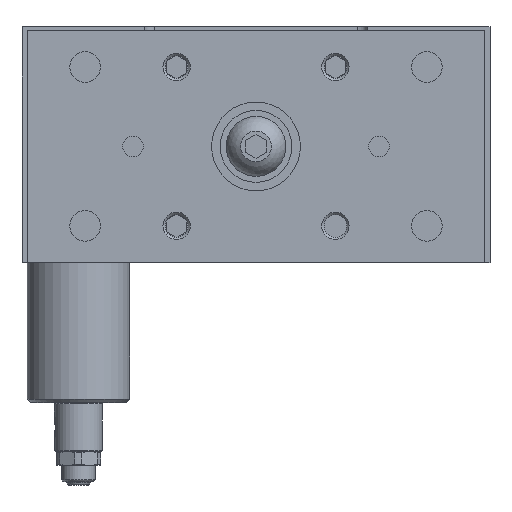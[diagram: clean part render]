
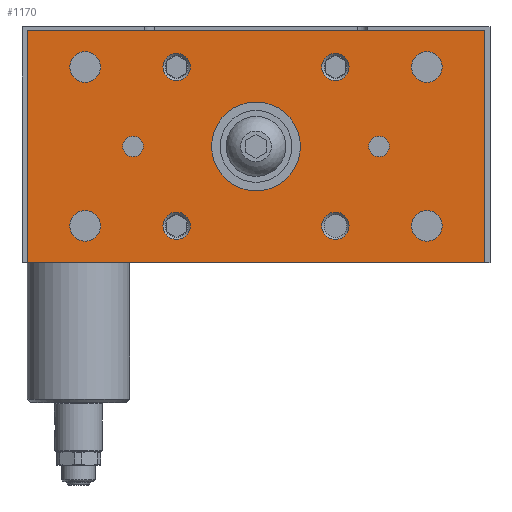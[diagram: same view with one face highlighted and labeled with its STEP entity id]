
A CAD part, left-side view. The second image highlights one B-rep face of the part: STEP entity #1170.
In plain terms, the highlighted planar face has unit normal (-1, 0, 0).
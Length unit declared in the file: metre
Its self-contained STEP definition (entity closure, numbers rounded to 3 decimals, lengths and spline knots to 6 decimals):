
#1170 = ADVANCED_FACE( '', ( #2685, #2686, #2687, #2688, #2689, #2690, #2691, #2692, #2693, #2694, #2695, #2696 ), #2697, .T. );
#2685 = FACE_OUTER_BOUND( '', #4431, .T. );
#2686 = FACE_BOUND( '', #4432, .T. );
#2687 = FACE_BOUND( '', #4433, .T. );
#2688 = FACE_BOUND( '', #4434, .T. );
#2689 = FACE_BOUND( '', #4435, .T. );
#2690 = FACE_BOUND( '', #4436, .T. );
#2691 = FACE_BOUND( '', #4437, .T. );
#2692 = FACE_BOUND( '', #4438, .T. );
#2693 = FACE_BOUND( '', #4439, .T. );
#2694 = FACE_BOUND( '', #4440, .T. );
#2695 = FACE_BOUND( '', #4441, .T. );
#2696 = FACE_BOUND( '', #4442, .T. );
#2697 = PLANE( '', #4443 );
#4431 = EDGE_LOOP( '', ( #7388, #7389, #7390, #7391 ) );
#4432 = EDGE_LOOP( '', ( #7392 ) );
#4433 = EDGE_LOOP( '', ( #7393 ) );
#4434 = EDGE_LOOP( '', ( #7394 ) );
#4435 = EDGE_LOOP( '', ( #7395 ) );
#4436 = EDGE_LOOP( '', ( #7396 ) );
#4437 = EDGE_LOOP( '', ( #7397 ) );
#4438 = EDGE_LOOP( '', ( #7398 ) );
#4439 = EDGE_LOOP( '', ( #7399 ) );
#4440 = EDGE_LOOP( '', ( #7400 ) );
#4441 = EDGE_LOOP( '', ( #7401 ) );
#4442 = EDGE_LOOP( '', ( #7402 ) );
#4443 = AXIS2_PLACEMENT_3D( '', #7403, #7404, #7405 );
#7388 = ORIENTED_EDGE( '', *, *, #9469, .T. );
#7389 = ORIENTED_EDGE( '', *, *, #9470, .T. );
#7390 = ORIENTED_EDGE( '', *, *, #9254, .T. );
#7391 = ORIENTED_EDGE( '', *, *, #8686, .T. );
#7392 = ORIENTED_EDGE( '', *, *, #8937, .T. );
#7393 = ORIENTED_EDGE( '', *, *, #8468, .F. );
#7394 = ORIENTED_EDGE( '', *, *, #9471, .F. );
#7395 = ORIENTED_EDGE( '', *, *, #9472, .T. );
#7396 = ORIENTED_EDGE( '', *, *, #9473, .T. );
#7397 = ORIENTED_EDGE( '', *, *, #9040, .F. );
#7398 = ORIENTED_EDGE( '', *, *, #9442, .T. );
#7399 = ORIENTED_EDGE( '', *, *, #9474, .F. );
#7400 = ORIENTED_EDGE( '', *, *, #8852, .F. );
#7401 = ORIENTED_EDGE( '', *, *, #8757, .T. );
#7402 = ORIENTED_EDGE( '', *, *, #9475, .T. );
#7403 = CARTESIAN_POINT( '', ( -0.027, -0.067, -0.001 ) );
#7404 = DIRECTION( '', ( -1., 0., 0. ) );
#7405 = DIRECTION( '', ( 0., 0., 1. ) );
#8468 = EDGE_CURVE( '', #9792, #9792, #9793, .T. );
#8686 = EDGE_CURVE( '', #10158, #10156, #10159, .T. );
#8757 = EDGE_CURVE( '', #10274, #10274, #10275, .T. );
#8852 = EDGE_CURVE( '', #10421, #10421, #10422, .T. );
#8937 = EDGE_CURVE( '', #10556, #10556, #10557, .T. );
#9040 = EDGE_CURVE( '', #10708, #10708, #10709, .T. );
#9254 = EDGE_CURVE( '', #11023, #10158, #11024, .T. );
#9442 = EDGE_CURVE( '', #11268, #11268, #11269, .T. );
#9469 = EDGE_CURVE( '', #10156, #11305, #11306, .T. );
#9470 = EDGE_CURVE( '', #11305, #11023, #11307, .T. );
#9471 = EDGE_CURVE( '', #11308, #11308, #11309, .T. );
#9472 = EDGE_CURVE( '', #11310, #11310, #11311, .T. );
#9473 = EDGE_CURVE( '', #11312, #11312, #11313, .T. );
#9474 = EDGE_CURVE( '', #11314, #11314, #11315, .T. );
#9475 = EDGE_CURVE( '', #11316, #11316, #11317, .T. );
#9792 = VERTEX_POINT( '', #11708 );
#9793 = CIRCLE( '', #11709, 0.0045 );
#10156 = VERTEX_POINT( '', #12338 );
#10158 = VERTEX_POINT( '', #12341 );
#10159 = LINE( '', #12342, #12343 );
#10274 = VERTEX_POINT( '', #12496 );
#10275 = CIRCLE( '', #12497, 0.004 );
#10421 = VERTEX_POINT( '', #12779 );
#10422 = CIRCLE( '', #12780, 0.004 );
#10556 = VERTEX_POINT( '', #13038 );
#10557 = CIRCLE( '', #13039, 0.0045 );
#10708 = VERTEX_POINT( '', #13293 );
#10709 = CIRCLE( '', #13294, 0.003 );
#11023 = VERTEX_POINT( '', #13726 );
#11024 = LINE( '', #13727, #13728 );
#11268 = VERTEX_POINT( '', #14359 );
#11269 = CIRCLE( '', #14360, 0.004 );
#11305 = VERTEX_POINT( '', #14404 );
#11306 = LINE( '', #14405, #14406 );
#11307 = LINE( '', #14407, #14408 );
#11308 = VERTEX_POINT( '', #14409 );
#11309 = CIRCLE( '', #14410, 0.0045 );
#11310 = VERTEX_POINT( '', #14411 );
#11311 = CIRCLE( '', #14412, 0.0045 );
#11312 = VERTEX_POINT( '', #14413 );
#11313 = CIRCLE( '', #14414, 0.003 );
#11314 = VERTEX_POINT( '', #14415 );
#11315 = CIRCLE( '', #14416, 0.004 );
#11316 = VERTEX_POINT( '', #14417 );
#11317 = CIRCLE( '', #14418, 0.013 );
#11708 = CARTESIAN_POINT( '', ( -0.027, -0.0455, -0.01175 ) );
#11709 = AXIS2_PLACEMENT_3D( '', #14821, #14822, #14823 );
#12338 = CARTESIAN_POINT( '', ( -0.027, -0.067, -0.069 ) );
#12341 = CARTESIAN_POINT( '', ( -0.027, 0.067, -0.069 ) );
#12342 = CARTESIAN_POINT( '', ( -0.027, 0.067, -0.069 ) );
#12343 = VECTOR( '', #15121, 1. );
#12496 = CARTESIAN_POINT( '', ( -0.027, -0.02725, -0.05825 ) );
#12497 = AXIS2_PLACEMENT_3D( '', #15212, #15213, #15214 );
#12779 = CARTESIAN_POINT( '', ( -0.027, 0.02725, -0.05825 ) );
#12780 = AXIS2_PLACEMENT_3D( '', #15346, #15347, #15348 );
#13038 = CARTESIAN_POINT( '', ( -0.027, 0.0455, -0.01175 ) );
#13039 = AXIS2_PLACEMENT_3D( '', #15462, #15463, #15464 );
#13293 = CARTESIAN_POINT( '', ( -0.027, -0.039, -0.035 ) );
#13294 = AXIS2_PLACEMENT_3D( '', #15595, #15596, #15597 );
#13726 = CARTESIAN_POINT( '', ( -0.027, 0.067, -0.001 ) );
#13727 = CARTESIAN_POINT( '', ( -0.027, 0.067, -0.001 ) );
#13728 = VECTOR( '', #15859, 1. );
#14359 = CARTESIAN_POINT( '', ( -0.027, 0.02725, -0.01175 ) );
#14360 = AXIS2_PLACEMENT_3D( '', #16038, #16039, #16040 );
#14404 = CARTESIAN_POINT( '', ( -0.027, -0.067, -0.001 ) );
#14405 = CARTESIAN_POINT( '', ( -0.027, -0.067, -0.069 ) );
#14406 = VECTOR( '', #16067, 1. );
#14407 = CARTESIAN_POINT( '', ( -0.027, -0.067, -0.001 ) );
#14408 = VECTOR( '', #16068, 1. );
#14409 = CARTESIAN_POINT( '', ( -0.027, 0.0455, -0.05825 ) );
#14410 = AXIS2_PLACEMENT_3D( '', #16069, #16070, #16071 );
#14411 = CARTESIAN_POINT( '', ( -0.027, -0.0455, -0.05825 ) );
#14412 = AXIS2_PLACEMENT_3D( '', #16072, #16073, #16074 );
#14413 = CARTESIAN_POINT( '', ( -0.027, 0.039, -0.035 ) );
#14414 = AXIS2_PLACEMENT_3D( '', #16075, #16076, #16077 );
#14415 = CARTESIAN_POINT( '', ( -0.027, -0.02725, -0.01175 ) );
#14416 = AXIS2_PLACEMENT_3D( '', #16078, #16079, #16080 );
#14417 = CARTESIAN_POINT( '', ( -0.027, 0.013, -0.035 ) );
#14418 = AXIS2_PLACEMENT_3D( '', #16081, #16082, #16083 );
#14821 = CARTESIAN_POINT( '', ( -0.027, -0.05, -0.01175 ) );
#14822 = DIRECTION( '', ( -1., 0., 0. ) );
#14823 = DIRECTION( '', ( 0., 1., 0. ) );
#15121 = DIRECTION( '', ( 0., -1., 0. ) );
#15212 = CARTESIAN_POINT( '', ( -0.027, -0.02325, -0.05825 ) );
#15213 = DIRECTION( '', ( 1., 0., 0. ) );
#15214 = DIRECTION( '', ( 0., -1., 0. ) );
#15346 = CARTESIAN_POINT( '', ( -0.027, 0.02325, -0.05825 ) );
#15347 = DIRECTION( '', ( -1., 0., 0. ) );
#15348 = DIRECTION( '', ( 0., 1., 0. ) );
#15462 = CARTESIAN_POINT( '', ( -0.027, 0.05, -0.01175 ) );
#15463 = DIRECTION( '', ( 1., 0., 0. ) );
#15464 = DIRECTION( '', ( 0., -1., 0. ) );
#15595 = CARTESIAN_POINT( '', ( -0.027, -0.036, -0.035 ) );
#15596 = DIRECTION( '', ( -1., 0., 0. ) );
#15597 = DIRECTION( '', ( 0., -1., 0. ) );
#15859 = DIRECTION( '', ( 0., 0., -1. ) );
#16038 = CARTESIAN_POINT( '', ( -0.027, 0.02325, -0.01175 ) );
#16039 = DIRECTION( '', ( 1., 0., 0. ) );
#16040 = DIRECTION( '', ( 0., 1., 0. ) );
#16067 = DIRECTION( '', ( 0., 0., 1. ) );
#16068 = DIRECTION( '', ( 0., 1., 0. ) );
#16069 = CARTESIAN_POINT( '', ( -0.027, 0.05, -0.05825 ) );
#16070 = DIRECTION( '', ( -1., 0., 0. ) );
#16071 = DIRECTION( '', ( 0., -1., 0. ) );
#16072 = CARTESIAN_POINT( '', ( -0.027, -0.05, -0.05825 ) );
#16073 = DIRECTION( '', ( 1., 0., 0. ) );
#16074 = DIRECTION( '', ( 0., 1., 0. ) );
#16075 = CARTESIAN_POINT( '', ( -0.027, 0.036, -0.035 ) );
#16076 = DIRECTION( '', ( 1., 0., 0. ) );
#16077 = DIRECTION( '', ( 0., 1., 0. ) );
#16078 = CARTESIAN_POINT( '', ( -0.027, -0.02325, -0.01175 ) );
#16079 = DIRECTION( '', ( -1., 0., 0. ) );
#16080 = DIRECTION( '', ( 0., -1., 0. ) );
#16081 = CARTESIAN_POINT( '', ( -0.027, 0., -0.035 ) );
#16082 = DIRECTION( '', ( 1., 0., 0. ) );
#16083 = DIRECTION( '', ( 0., 1., 0. ) );
